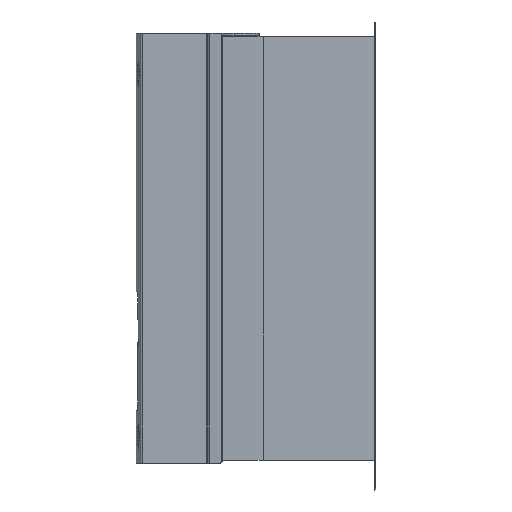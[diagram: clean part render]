
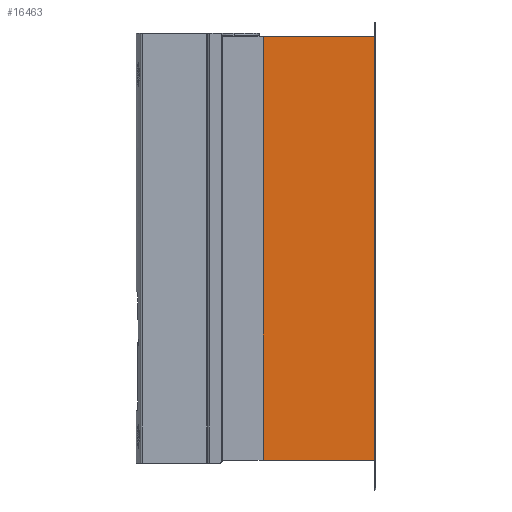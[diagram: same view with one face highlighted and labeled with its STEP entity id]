
A CAD part, left-side view. The second image highlights one B-rep face of the part: STEP entity #16463.
In plain terms, the highlighted planar face has unit normal (-1, -0.026, 0).
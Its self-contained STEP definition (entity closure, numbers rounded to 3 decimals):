
#282=DIRECTION('',(-0.026,1.,0.));
#283=VECTOR('',#282,100.034);
#284=CARTESIAN_POINT('',(-78.257,-121.461,111.736));
#285=LINE('',#284,#283);
#596=DIRECTION('',(0.026,-1.,0.));
#597=VECTOR('',#596,100.034);
#598=CARTESIAN_POINT('',(-80.876,-21.462,
-267.816));
#599=LINE('',#598,#597);
#4362=DIRECTION('',(0.,0.,1.));
#4363=VECTOR('',#4362,379.552);
#4364=CARTESIAN_POINT('',(-78.257,-121.461,
-267.816));
#4365=LINE('',#4364,#4363);
#4718=DIRECTION('',(0.,0.,-1.));
#4719=VECTOR('',#4718,379.552);
#4720=CARTESIAN_POINT('',(-80.876,-21.462,
111.736));
#4721=LINE('',#4720,#4719);
#6389=CARTESIAN_POINT('',(-80.876,-21.462,
-267.816));
#6390=VERTEX_POINT('',#6389);
#6391=CARTESIAN_POINT('',(-78.257,-121.461,
-267.816));
#6392=VERTEX_POINT('',#6391);
#6597=CARTESIAN_POINT('',(-78.257,-121.461,
111.736));
#6598=VERTEX_POINT('',#6597);
#6599=CARTESIAN_POINT('',(-80.876,-21.462,
111.736));
#6600=VERTEX_POINT('',#6599);
#16451=CARTESIAN_POINT('',(-80.876,-21.462,
111.736));
#16452=DIRECTION('',(-1.,-0.026,0.));
#16453=DIRECTION('',(0.026,-1.,0.));
#16454=AXIS2_PLACEMENT_3D('',#16451,#16452,#16453);
#16455=PLANE('',#16454);
#16456=ORIENTED_EDGE('',*,*,#15559,.F.);
#16457=ORIENTED_EDGE('',*,*,#7747,.F.);
#16459=ORIENTED_EDGE('',*,*,#16458,.F.);
#16460=ORIENTED_EDGE('',*,*,#7557,.F.);
#16461=EDGE_LOOP('',(#16456,#16457,#16459,#16460));
#16462=FACE_OUTER_BOUND('',#16461,.F.);
#16463=ADVANCED_FACE('',(#16462),#16455,.T.);
#7557=EDGE_CURVE('',#6598,#6600,#285,.T.);
#7747=EDGE_CURVE('',#6390,#6392,#599,.T.);
#15559=EDGE_CURVE('',#6392,#6598,#4365,.T.);
#16458=EDGE_CURVE('',#6600,#6390,#4721,.T.);
